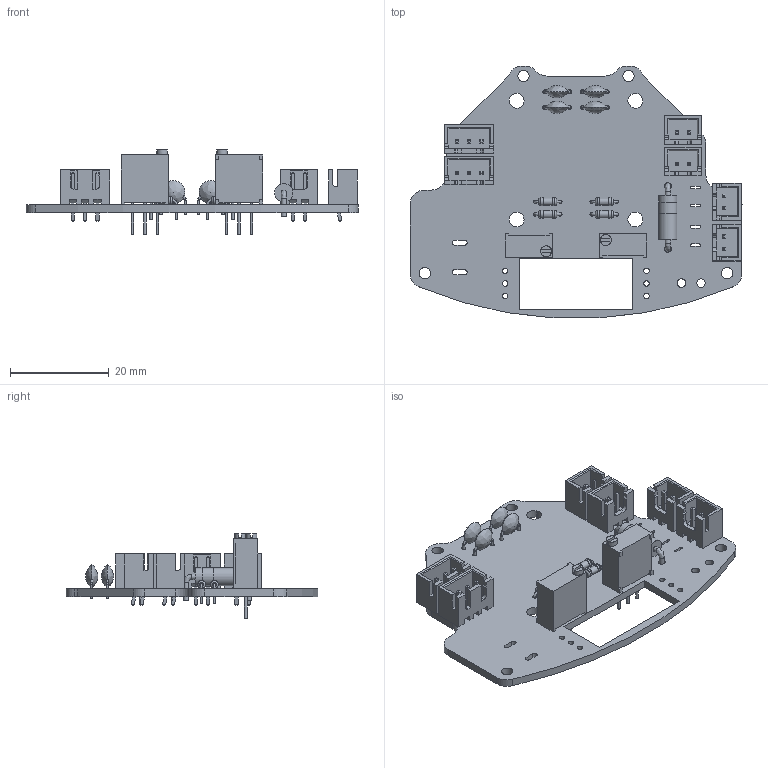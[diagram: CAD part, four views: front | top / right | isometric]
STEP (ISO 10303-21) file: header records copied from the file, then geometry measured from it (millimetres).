
FILE_DESCRIPTION(('KiCad electronic assembly'),'2;1');
FILE_NAME('Power_Suply_Unit.step','2023-07-17T00:35:47',('Pcbnew'),( 'Kicad'),'Open CASCADE STEP processor 7.6','KiCad to STEP converter' ,'Unknown');
FILE_SCHEMA(('AUTOMOTIVE_DESIGN { 1 0 10303 214 1 1 1 1 }'));
Length unit declared in the file: millimetre
Products named in the file (14): Power_Suply_Unit 1; Potentiometer_Bourns_3296W_Vertical; SOLID; JST_XH_B3B-XH-A_1x03_P2.50mm_Vertical; JST_XH_B2B-XH-A_1x02_P2.50mm_Vertical; R_Axial_DIN0204_L3.6mm_D1.6mm_P5.08mm_Horizontal; D_5W_P12.70mm_Horizontal; C_Disc_D4.7mm_W2.5mm_P5.00mm; Power_Suply_Unit PCB
Assembly tree (24 placements, depth 3):
  Power_Suply_Unit 1
    Potentiometer_Bourns_3296W_Vertical  x2
      SOLID
    JST_XH_B3B-XH-A_1x03_P2.50mm_Vertical  x2
      SOLID
    JST_XH_B2B-XH-A_1x02_P2.50mm_Vertical  x4
      SOLID
    R_Axial_DIN0204_L3.6mm_D1.6mm_P5.08mm_Horizontal  x4
      SOLID
    D_5W_P12.70mm_Horizontal
      SOLID
    C_Disc_D4.7mm_W2.5mm_P5.00mm  x4
      SOLID
    Power_Suply_Unit PCB
Bounding box: 67.07 x 50.87 x 17.07 mm (x, y, z)
Volume: 5840.2 mm3; surface area: 9442.8 mm2
Topology: 18 solids, 18 shells, 893 faces, 2311 edges, 1502 vertices
Faces by surface type: bspline 769, cylinder 87, plane 37
Full cylindrical faces by diameter (mm): 0.7 x8, 0.8 x14, 0.95 x6, 1 x8, 1.09 x6, 1.4 x2, 1.7 x2, 2.3 x4
Entity records: 28779 total; most frequent: CARTESIAN_POINT 10149, ORIENTED_EDGE 2122, PCURVE 2122, DEFINITIONAL_REPRESENTATION 2122, B_SPLINE_CURVE_WITH_KNOTS 1964, DIRECTION 1396, EDGE_CURVE 1061, SURFACE_CURVE 981
